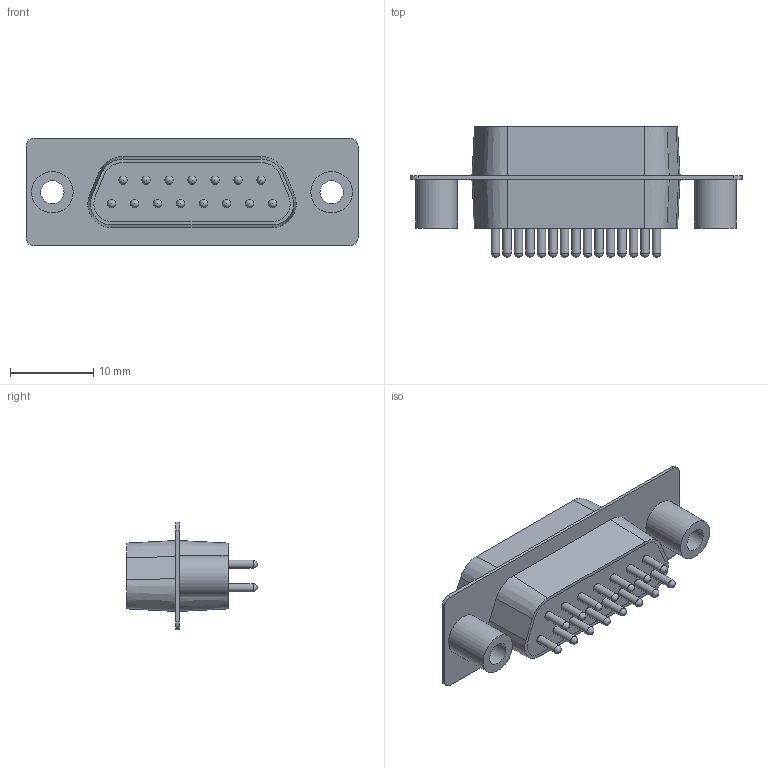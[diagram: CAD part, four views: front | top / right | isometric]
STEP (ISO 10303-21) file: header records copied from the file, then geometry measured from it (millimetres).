
FILE_DESCRIPTION(('STEP AP214'), '1');
FILE_NAME('DB15_F', '2016-02-06T10:30:50', ('Anton S.'), (''), 'ASCON STEP Converter 1.3', 'ASCON Math Kernel', '');
FILE_SCHEMA(('AUTOMOTIVE_DESIGN { 1 0 10303 214 3 1 1}'));
Length unit declared in the file: millimetre
Products named in the file (1): DB15_F
Bounding box: 40 x 15.72 x 13 mm (x, y, z)
Volume: 2554 mm3; surface area: 2444.6 mm2
Topology: 1 solids, 1 shells, 127 faces, 312 edges, 208 vertices
Faces by surface type: cylinder 46, plane 43, cone 23, sphere 15
Full cylindrical faces by diameter (mm): 1 x30, 2.8 x2, 5 x2
Entity records: 5827 total; most frequent: CARTESIAN_POINT 2084, DIRECTION 582, ORIENTED_EDGE 436, AXIS2_PLACEMENT_3D 251, EDGE_CURVE 218, EDGE_LOOP 216, VERTEX_POINT 178, FACE_BOUND 133
